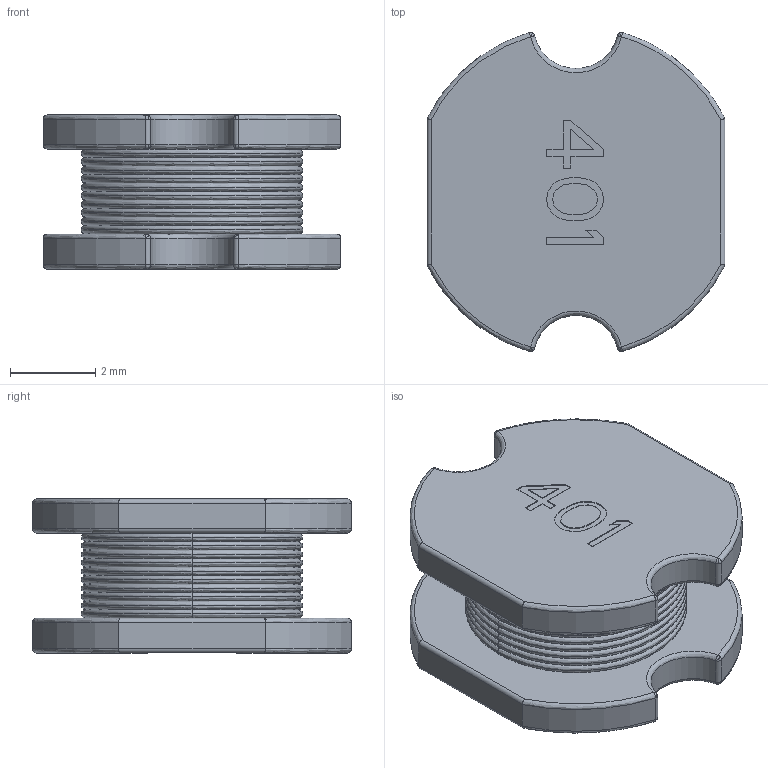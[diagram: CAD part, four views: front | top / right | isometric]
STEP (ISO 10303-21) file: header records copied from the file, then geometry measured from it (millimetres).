
FILE_DESCRIPTION (( 'STEP AP214' ), '1' );
FILE_NAME ('User Library-cd73.STEP', '2016-12-03T01:38:10', ( 'Windows User' ), ( '' ), 'SwSTEP 2.0', 'SolidWorks 2016', '' );
FILE_SCHEMA (( 'AUTOMOTIVE_DESIGN' ));
Length unit declared in the file: millimetre
Products named in the file (1): User Library-cd73
Bounding box: 7 x 7.49 x 3.62 mm (x, y, z)
Volume: 110.8 mm3; surface area: 221.1 mm2
Topology: 1 solids, 1 shells, 202 faces, 501 edges, 280 vertices
Faces by surface type: bspline 92, plane 82, cylinder 28
Entity records: 9183 total; most frequent: CARTESIAN_POINT 2660, ORIENTED_EDGE 946, DIRECTION 837, EDGE_CURVE 473, AXIS2_PLACEMENT_3D 297, VERTEX_POINT 280, LINE 243, VECTOR 243
